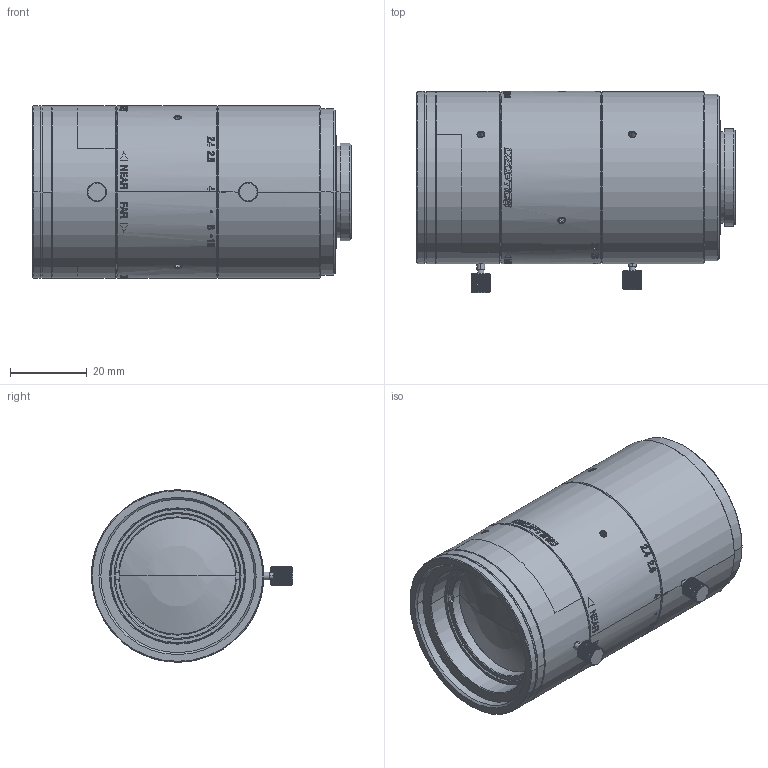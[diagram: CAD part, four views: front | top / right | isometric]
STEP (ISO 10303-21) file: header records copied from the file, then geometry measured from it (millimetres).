
FILE_DESCRIPTION((''),'2;1');
FILE_NAME('DZO_LA7524A_ASM','2022-08-08T',('Administrator'),(''),'PRO/ENGINEER BY PARAMETRIC TECHNOLOGY CORPORATION, 2014320','PRO/ENGINEER BY PARAMETRIC TECHNOLOGY CORPORATION, 2014320','');
FILE_SCHEMA(('CONFIG_CONTROL_DESIGN'));
Length unit declared in the file: millimetre
Products named in the file (1): DZO_LA7524A_ASM
Bounding box: 83.38 x 52.55 x 45 mm (x, y, z)
Volume: 77116 mm3; surface area: 53769.1 mm2
Topology: 1 solids, 9 shells, 1886 faces, 4909 edges, 3144 vertices
Faces by surface type: plane 622, bspline 619, cylinder 378, cone 222, extrusion 25, torus 12, sphere 8
Entity records: 89956 total; most frequent: CARTESIAN_POINT 47795, ORIENTED_EDGE 9766, DIRECTION 6977, EDGE_CURVE 4883, VERTEX_POINT 3144, AXIS2_PLACEMENT_3D 2438, VECTOR 2101, LINE 2076
